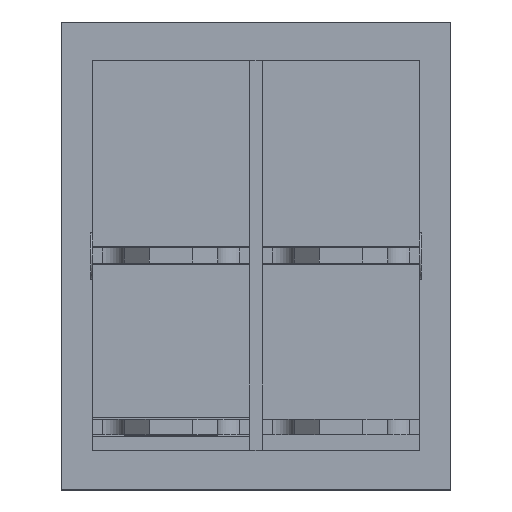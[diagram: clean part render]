
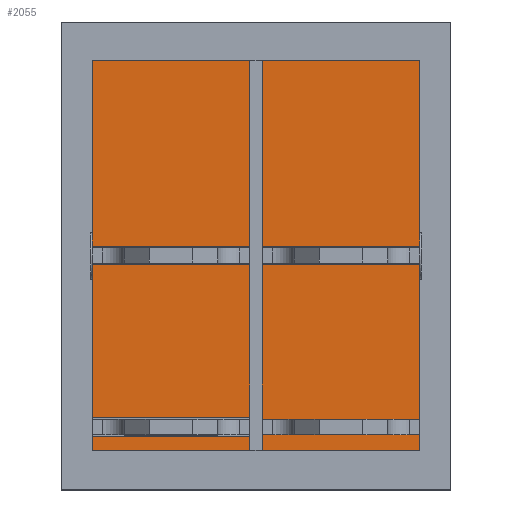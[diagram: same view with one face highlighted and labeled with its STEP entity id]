
A CAD part, top view. The second image highlights one B-rep face of the part: STEP entity #2055.
In plain terms, the highlighted planar face has unit normal (0, 0, 1).
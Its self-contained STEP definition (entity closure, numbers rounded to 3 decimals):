
#102=FACE_OUTER_BOUND('',#223,.T.);
#223=EDGE_LOOP('',(#1379,#1380,#1381,#1382));
#358=LINE('',#2903,#619);
#361=LINE('',#2909,#622);
#364=LINE('',#2915,#625);
#367=LINE('',#2919,#628);
#619=VECTOR('',#2348,10.);
#622=VECTOR('',#2353,10.);
#625=VECTOR('',#2358,10.);
#628=VECTOR('',#2363,10.);
#880=VERTEX_POINT('',#2900);
#881=VERTEX_POINT('',#2902);
#883=VERTEX_POINT('',#2908);
#885=VERTEX_POINT('',#2914);
#1074=EDGE_CURVE('',#881,#880,#358,.T.);
#1077=EDGE_CURVE('',#883,#881,#361,.T.);
#1080=EDGE_CURVE('',#885,#883,#364,.T.);
#1083=EDGE_CURVE('',#880,#885,#367,.T.);
#1379=ORIENTED_EDGE('',*,*,#1083,.T.);
#1380=ORIENTED_EDGE('',*,*,#1080,.T.);
#1381=ORIENTED_EDGE('',*,*,#1077,.T.);
#1382=ORIENTED_EDGE('',*,*,#1074,.T.);
#1949=PLANE('',#2201);
#2055=ADVANCED_FACE('',(#102),#1949,.T.);
#2201=AXIS2_PLACEMENT_3D('',#2920,#2364,#2365);
#2348=DIRECTION('',(0.,1.,0.));
#2353=DIRECTION('',(1.,0.,0.));
#2358=DIRECTION('',(0.,-1.,0.));
#2363=DIRECTION('',(-1.,0.,0.));
#2364=DIRECTION('center_axis',(0.,0.,1.));
#2365=DIRECTION('ref_axis',(1.,0.,0.));
#2900=CARTESIAN_POINT('',(10.5,12.5,16.));
#2902=CARTESIAN_POINT('',(10.5,-12.5,16.));
#2903=CARTESIAN_POINT('',(10.5,12.5,16.));
#2908=CARTESIAN_POINT('',(-10.5,-12.5,16.));
#2909=CARTESIAN_POINT('',(10.5,-12.5,16.));
#2914=CARTESIAN_POINT('',(-10.5,12.5,16.));
#2915=CARTESIAN_POINT('',(-10.5,-12.5,16.));
#2919=CARTESIAN_POINT('',(-10.5,12.5,16.));
#2920=CARTESIAN_POINT('Origin',(0.,0.,16.));
